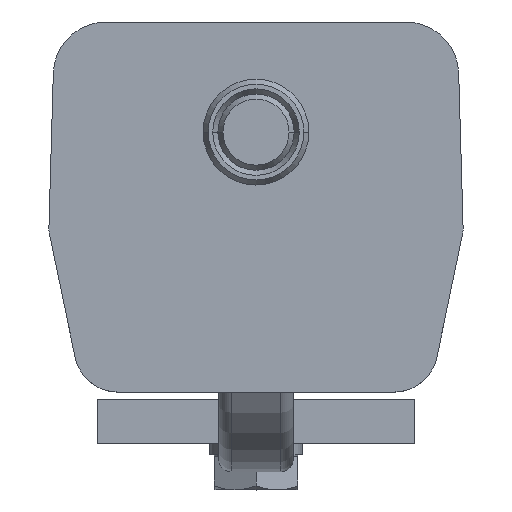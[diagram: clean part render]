
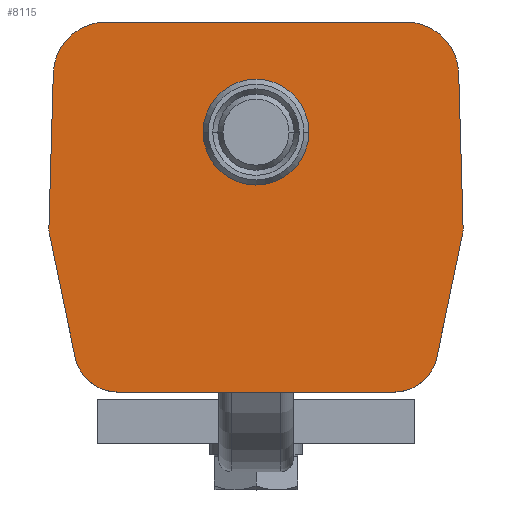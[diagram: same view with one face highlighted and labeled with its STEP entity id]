
A CAD part, top view. The second image highlights one B-rep face of the part: STEP entity #8115.
In plain terms, the highlighted planar face has unit normal (0, 0, 1).
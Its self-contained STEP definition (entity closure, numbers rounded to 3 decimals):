
#18 = EDGE_CURVE ( 'NONE', #1155, #3285, #950, .T. ) ;
#177 = AXIS2_PLACEMENT_3D ( 'NONE', #2627, #2461, #7005 ) ;
#216 = VERTEX_POINT ( 'NONE', #2260 ) ;
#219 = CIRCLE ( 'NONE', #4990, 10. ) ;
#485 = CARTESIAN_POINT ( 'NONE',  ( -12.005, 59.001, 5.004 ) ) ;
#574 = CARTESIAN_POINT ( 'NONE',  ( -46.005, 72.341, 5.004 ) ) ;
#642 = CIRCLE ( 'NONE', #7061, 5. ) ;
#789 = DIRECTION ( 'NONE',  ( 0., 0., 1. ) ) ;
#921 = AXIS2_PLACEMENT_3D ( 'NONE', #7149, #6396, #5710 ) ;
#939 = CARTESIAN_POINT ( 'NONE',  ( -47.003, 37.142, 5.004 ) ) ;
#950 = LINE ( 'NONE', #3506, #3773 ) ;
#1025 = DIRECTION ( 'NONE',  ( 0.028, -1., 0. ) ) ;
#1100 = ORIENTED_EDGE ( 'NONE', *, *, #3419, .F. ) ;
#1138 = FACE_OUTER_BOUND ( 'NONE', #4128, .T. ) ;
#1143 = VECTOR ( 'NONE', #3062, 1000. ) ;
#1155 = VERTEX_POINT ( 'NONE', #6636 ) ;
#1235 = DIRECTION ( 'NONE',  ( -1., 0., 0. ) ) ;
#1315 = VECTOR ( 'NONE', #1806, 1000. ) ;
#1382 = LINE ( 'NONE', #2070, #6398 ) ;
#1426 = VECTOR ( 'NONE', #5574, 1000. ) ;
#1527 = ORIENTED_EDGE ( 'NONE', *, *, #2575, .F. ) ;
#1714 = EDGE_LOOP ( 'NONE', ( #1100, #7721 ) ) ;
#1735 = VERTEX_POINT ( 'NONE', #4596 ) ;
#1742 = LINE ( 'NONE', #3701, #7480 ) ;
#1806 = DIRECTION ( 'NONE',  ( 0.028, 1., 0. ) ) ;
#1856 = CARTESIAN_POINT ( 'NONE',  ( -34.01, 72.001, 5.004 ) ) ;
#2070 = CARTESIAN_POINT ( 'NONE',  ( -34.01, 84.001, 5.004 ) ) ;
#2194 = ORIENTED_EDGE ( 'NONE', *, *, #2528, .F. ) ;
#2217 = CARTESIAN_POINT ( 'NONE',  ( -46.005, 72.341, 5.004 ) ) ;
#2260 = CARTESIAN_POINT ( 'NONE',  ( -34.01, 84.001, 5.004 ) ) ;
#2295 = DIRECTION ( 'NONE',  ( 1., 0., 0. ) ) ;
#2422 = DIRECTION ( 'NONE',  ( 1., 0., 0. ) ) ;
#2461 = DIRECTION ( 'NONE',  ( 0., 0., 1. ) ) ;
#2528 = EDGE_CURVE ( 'NONE', #7183, #7131, #5143, .T. ) ;
#2558 = CARTESIAN_POINT ( 'NONE',  ( 41.995, 37.001, 5.004 ) ) ;
#2563 = CIRCLE ( 'NONE', #7755, 12. ) ;
#2575 = EDGE_CURVE ( 'NONE', #216, #8334, #1382, .T. ) ;
#2627 = CARTESIAN_POINT ( 'NONE',  ( -0.005, 59.001, 5.004 ) ) ;
#2775 = ORIENTED_EDGE ( 'NONE', *, *, #7243, .F. ) ;
#2855 = VERTEX_POINT ( 'NONE', #3069 ) ;
#2940 = CARTESIAN_POINT ( 'NONE',  ( 46.993, 37.142, 5.004 ) ) ;
#2959 = EDGE_CURVE ( 'NONE', #3285, #7941, #7009, .T. ) ;
#3062 = DIRECTION ( 'NONE',  ( -0.204, 0.979, 0. ) ) ;
#3069 = CARTESIAN_POINT ( 'NONE',  ( 11.995, 59.001, 5.004 ) ) ;
#3217 = EDGE_CURVE ( 'NONE', #8076, #7532, #4302, .T. ) ;
#3244 = DIRECTION ( 'NONE',  ( 0., 0., -1. ) ) ;
#3285 = VERTEX_POINT ( 'NONE', #2940 ) ;
#3419 = EDGE_CURVE ( 'NONE', #2855, #8109, #7567, .T. ) ;
#3425 = DIRECTION ( 'NONE',  ( 1., 0., 0. ) ) ;
#3506 = CARTESIAN_POINT ( 'NONE',  ( 45.995, 72.341, 5.004 ) ) ;
#3701 = CARTESIAN_POINT ( 'NONE',  ( -31.273, 0.001, 5.004 ) ) ;
#3708 = CARTESIAN_POINT ( 'NONE',  ( -31.273, 10.001, 5.004 ) ) ;
#3733 = FACE_BOUND ( 'NONE', #1714, .T. ) ;
#3772 = PLANE ( 'NONE',  #5297 ) ;
#3773 = VECTOR ( 'NONE', #1025, 1000. ) ;
#3785 = DIRECTION ( 'NONE',  ( -1., 0., 0. ) ) ;
#4128 = EDGE_LOOP ( 'NONE', ( #5771, #2194, #7948, #4192, #5049, #7449, #2775, #7342, #5726, #8276, #4689, #1527 ) ) ;
#4186 = AXIS2_PLACEMENT_3D ( 'NONE', #6254, #7486, #2422 ) ;
#4192 = ORIENTED_EDGE ( 'NONE', *, *, #3217, .F. ) ;
#4302 = LINE ( 'NONE', #6855, #1143 ) ;
#4392 = DIRECTION ( 'NONE',  ( 1., 0., 0. ) ) ;
#4443 = DIRECTION ( 'NONE',  ( 0., 0., -1. ) ) ;
#4468 = DIRECTION ( 'NONE',  ( 1., 0., 0. ) ) ;
#4596 = CARTESIAN_POINT ( 'NONE',  ( -31.273, 0.001, 5.004 ) ) ;
#4635 = EDGE_CURVE ( 'NONE', #1735, #8076, #219, .T. ) ;
#4680 = DIRECTION ( 'NONE',  ( 1., 0., 0. ) ) ;
#4689 = ORIENTED_EDGE ( 'NONE', *, *, #6238, .F. ) ;
#4723 = CARTESIAN_POINT ( 'NONE',  ( -0.005, 59.001, 5.004 ) ) ;
#4728 = CARTESIAN_POINT ( 'NONE',  ( 34., 72.001, 5.004 ) ) ;
#4747 = VERTEX_POINT ( 'NONE', #6693 ) ;
#4827 = AXIS2_PLACEMENT_3D ( 'NONE', #2558, #3244, #1235 ) ;
#4990 = AXIS2_PLACEMENT_3D ( 'NONE', #3708, #4443, #5044 ) ;
#5044 = DIRECTION ( 'NONE',  ( 1., 0., 0. ) ) ;
#5049 = ORIENTED_EDGE ( 'NONE', *, *, #4635, .F. ) ;
#5087 = CARTESIAN_POINT ( 'NONE',  ( 46.89, 35.981, 5.004 ) ) ;
#5100 = EDGE_CURVE ( 'NONE', #6976, #1735, #1742, .T. ) ;
#5119 = DIRECTION ( 'NONE',  ( 0., 0., -1. ) ) ;
#5136 = EDGE_CURVE ( 'NONE', #7532, #7183, #642, .T. ) ;
#5143 = LINE ( 'NONE', #574, #1315 ) ;
#5149 = CIRCLE ( 'NONE', #921, 12. ) ;
#5151 = CARTESIAN_POINT ( 'NONE',  ( -41.063, 7.961, 5.004 ) ) ;
#5234 = AXIS2_PLACEMENT_3D ( 'NONE', #4728, #5551, #2295 ) ;
#5297 = AXIS2_PLACEMENT_3D ( 'NONE', #1856, #6416, #4468 ) ;
#5334 = CARTESIAN_POINT ( 'NONE',  ( -46.9, 35.981, 5.004 ) ) ;
#5449 = LINE ( 'NONE', #8067, #1426 ) ;
#5551 = DIRECTION ( 'NONE',  ( 0., 0., -1. ) ) ;
#5574 = DIRECTION ( 'NONE',  ( -0.204, -0.979, 0. ) ) ;
#5710 = DIRECTION ( 'NONE',  ( 1., 0., 0. ) ) ;
#5726 = ORIENTED_EDGE ( 'NONE', *, *, #2959, .F. ) ;
#5771 = ORIENTED_EDGE ( 'NONE', *, *, #7893, .F. ) ;
#5804 = CIRCLE ( 'NONE', #5234, 12. ) ;
#6150 = CARTESIAN_POINT ( 'NONE',  ( 31.263, 0.001, 5.004 ) ) ;
#6238 = EDGE_CURVE ( 'NONE', #8334, #1155, #5804, .T. ) ;
#6254 = CARTESIAN_POINT ( 'NONE',  ( 31.263, 10.001, 5.004 ) ) ;
#6297 = CARTESIAN_POINT ( 'NONE',  ( -42.005, 37.001, 5.004 ) ) ;
#6396 = DIRECTION ( 'NONE',  ( 0., 0., -1. ) ) ;
#6398 = VECTOR ( 'NONE', #3425, 1000. ) ;
#6416 = DIRECTION ( 'NONE',  ( 0., 0., -1. ) ) ;
#6589 = EDGE_CURVE ( 'NONE', #7941, #4747, #5449, .T. ) ;
#6636 = CARTESIAN_POINT ( 'NONE',  ( 45.995, 72.341, 5.004 ) ) ;
#6693 = CARTESIAN_POINT ( 'NONE',  ( 41.053, 7.961, 5.004 ) ) ;
#6803 = CARTESIAN_POINT ( 'NONE',  ( 34., 84.001, 5.004 ) ) ;
#6855 = CARTESIAN_POINT ( 'NONE',  ( -46.9, 35.981, 5.004 ) ) ;
#6976 = VERTEX_POINT ( 'NONE', #6150 ) ;
#7005 = DIRECTION ( 'NONE',  ( 1., 0., 0. ) ) ;
#7009 = CIRCLE ( 'NONE', #4827, 5. ) ;
#7061 = AXIS2_PLACEMENT_3D ( 'NONE', #6297, #5119, #4392 ) ;
#7131 = VERTEX_POINT ( 'NONE', #2217 ) ;
#7149 = CARTESIAN_POINT ( 'NONE',  ( -34.01, 72.001, 5.004 ) ) ;
#7183 = VERTEX_POINT ( 'NONE', #939 ) ;
#7243 = EDGE_CURVE ( 'NONE', #4747, #6976, #7613, .T. ) ;
#7342 = ORIENTED_EDGE ( 'NONE', *, *, #6589, .F. ) ;
#7449 = ORIENTED_EDGE ( 'NONE', *, *, #5100, .F. ) ;
#7480 = VECTOR ( 'NONE', #3785, 1000. ) ;
#7486 = DIRECTION ( 'NONE',  ( 0., 0., -1. ) ) ;
#7532 = VERTEX_POINT ( 'NONE', #5334 ) ;
#7567 = CIRCLE ( 'NONE', #177, 12. ) ;
#7613 = CIRCLE ( 'NONE', #4186, 10. ) ;
#7721 = ORIENTED_EDGE ( 'NONE', *, *, #8192, .F. ) ;
#7755 = AXIS2_PLACEMENT_3D ( 'NONE', #4723, #789, #4680 ) ;
#7893 = EDGE_CURVE ( 'NONE', #7131, #216, #5149, .T. ) ;
#7941 = VERTEX_POINT ( 'NONE', #5087 ) ;
#7948 = ORIENTED_EDGE ( 'NONE', *, *, #5136, .F. ) ;
#8067 = CARTESIAN_POINT ( 'NONE',  ( 41.053, 7.961, 5.004 ) ) ;
#8076 = VERTEX_POINT ( 'NONE', #5151 ) ;
#8109 = VERTEX_POINT ( 'NONE', #485 ) ;
#8115 = ADVANCED_FACE ( 'NONE', ( #1138, #3733 ), #3772, .F. ) ;
#8192 = EDGE_CURVE ( 'NONE', #8109, #2855, #2563, .T. ) ;
#8276 = ORIENTED_EDGE ( 'NONE', *, *, #18, .F. ) ;
#8334 = VERTEX_POINT ( 'NONE', #6803 ) ;
